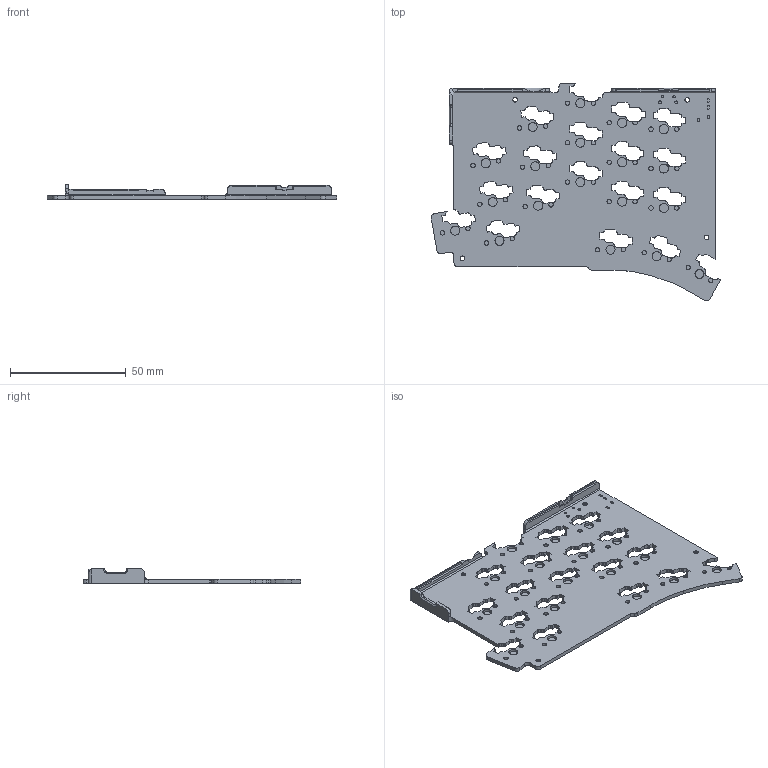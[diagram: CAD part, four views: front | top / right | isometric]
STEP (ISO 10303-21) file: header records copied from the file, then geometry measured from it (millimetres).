
FILE_DESCRIPTION(/* description */ ('STEP AP214','CAx-IF Rec.Pracs.---Representation and Presentation of Product Manufacturing Information (PMI)---4.0---2014-10-13'),/* implementation_level */ '2;1');
FILE_NAME(/* name */ '1.step',/* time_stamp */ '2025-03-04T18:24:05+08:00',/* author */ (''),/* organization */ (''),/* preprocessor_version */ 'ST-DEVELOPER v20',/* originating_system */ 'Autodesk Translation Framework v13.20.0.188',/* authorisation */ '');
FILE_SCHEMA (('AP242_MANAGED_MODEL_BASED_3D_ENGINEERING_MIM_LF { 1 0 10303 442 1 1 4 }'));
Length unit declared in the file: millimetre
Products named in the file (1): TOTEM_case_ble_bottom_L_V.08
Bounding box: 124.88 x 93.88 x 6.39 mm (x, y, z)
Volume: 13416.3 mm3; surface area: 18999.4 mm2
Topology: 1 solids, 1 shells, 926 faces, 2594 edges, 1722 vertices
Faces by surface type: plane 465, bspline 346, cylinder 105, cone 10
Full cylindrical faces by diameter (mm): 1 x2, 1.3 x2, 1.9 x21, 2 x4, 3.9 x19, 4.3 x4, 9 x4
Entity records: 32028 total; most frequent: CARTESIAN_POINT 10039, ORIENTED_EDGE 5188, DIRECTION 3435, EDGE_CURVE 2594, VERTEX_POINT 1722, LINE 1685, VECTOR 1685, EDGE_LOOP 1018
